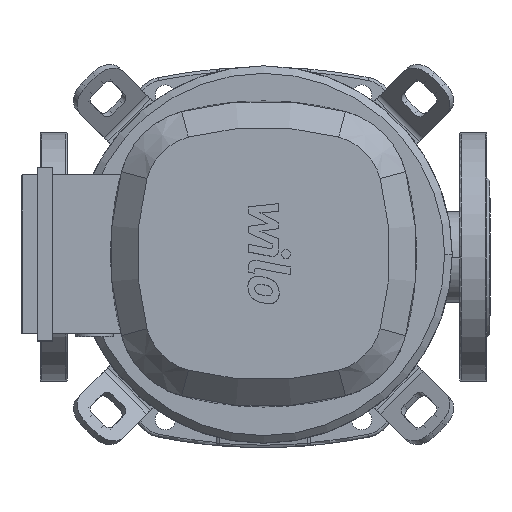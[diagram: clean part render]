
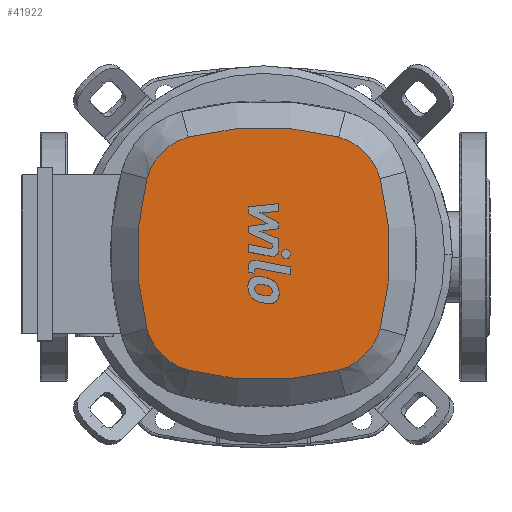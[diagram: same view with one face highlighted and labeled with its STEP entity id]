
A CAD part, top view. The second image highlights one B-rep face of the part: STEP entity #41922.
In plain terms, the highlighted planar face has unit normal (0, 0, 1).
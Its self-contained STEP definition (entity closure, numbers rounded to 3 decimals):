
#41557=CARTESIAN_POINT('',(-77.21,-49.783,1442.0));
#41558=VERTEX_POINT('',#41557);
#41576=CARTESIAN_POINT('',(-49.783,-77.21,1442.0));
#41577=VERTEX_POINT('',#41576);
#41584=CARTESIAN_POINT('',(-39.775,-39.775,1442.0));
#41585=DIRECTION('',(0.0,0.0,-1.0));
#41586=DIRECTION('',(0.0,-1.0,0.0));
#41587=AXIS2_PLACEMENT_3D('',#41584,#41585,#41586);
#41588=CIRCLE('',#41587,38.75);
#41589=EDGE_CURVE('',#41577,#41558,#41588,.T.);
#41599=CARTESIAN_POINT('',(-77.21,49.783,1442.0));
#41600=VERTEX_POINT('',#41599);
#41617=CARTESIAN_POINT('',(108.996,0.,1442.0));
#41618=DIRECTION('',(0.0,0.0,-1.0));
#41619=DIRECTION('',(-0.966,0.258,0.0));
#41620=AXIS2_PLACEMENT_3D('',#41617,#41618,#41619);
#41621=CIRCLE('',#41620,192.746);
#41622=EDGE_CURVE('',#41558,#41600,#41621,.T.);
#41634=CARTESIAN_POINT('',(49.783,-77.21,1442.0));
#41635=VERTEX_POINT('',#41634);
#41642=CARTESIAN_POINT('',(0.,108.996,1442.0));
#41643=DIRECTION('',(0.0,0.0,-1.0));
#41644=DIRECTION('',(-0.258,-0.966,0.0));
#41645=AXIS2_PLACEMENT_3D('',#41642,#41643,#41644);
#41646=CIRCLE('',#41645,192.746);
#41647=EDGE_CURVE('',#41635,#41577,#41646,.T.);
#41665=CARTESIAN_POINT('',(-49.783,77.21,1442.0));
#41666=VERTEX_POINT('',#41665);
#41683=CARTESIAN_POINT('',(-39.775,39.775,1442.0));
#41684=DIRECTION('',(0.0,0.0,-1.0));
#41685=DIRECTION('',(-1.0,0.0,0.0));
#41686=AXIS2_PLACEMENT_3D('',#41683,#41684,#41685);
#41687=CIRCLE('',#41686,38.75);
#41688=EDGE_CURVE('',#41600,#41666,#41687,.T.);
#41700=CARTESIAN_POINT('',(77.21,-49.783,1442.0));
#41701=VERTEX_POINT('',#41700);
#41708=CARTESIAN_POINT('',(39.775,-39.775,1442.0));
#41709=DIRECTION('',(0.0,0.0,-1.0));
#41710=DIRECTION('',(1.0,0.0,0.0));
#41711=AXIS2_PLACEMENT_3D('',#41708,#41709,#41710);
#41712=CIRCLE('',#41711,38.75);
#41713=EDGE_CURVE('',#41701,#41635,#41712,.T.);
#41731=CARTESIAN_POINT('',(49.783,77.21,1442.0));
#41732=VERTEX_POINT('',#41731);
#41749=CARTESIAN_POINT('',(0.,-108.996,1442.0));
#41750=DIRECTION('',(0.0,0.0,-1.0));
#41751=DIRECTION('',(0.258,0.966,0.0));
#41752=AXIS2_PLACEMENT_3D('',#41749,#41750,#41751);
#41753=CIRCLE('',#41752,192.746);
#41754=EDGE_CURVE('',#41666,#41732,#41753,.T.);
#41766=CARTESIAN_POINT('',(77.21,49.783,1442.0));
#41767=VERTEX_POINT('',#41766);
#41774=CARTESIAN_POINT('',(-108.996,0.,1442.0));
#41775=DIRECTION('',(0.0,0.0,-1.0));
#41776=DIRECTION('',(0.966,-0.258,0.0));
#41777=AXIS2_PLACEMENT_3D('',#41774,#41775,#41776);
#41778=CIRCLE('',#41777,192.746);
#41779=EDGE_CURVE('',#41767,#41701,#41778,.T.);
#41798=CARTESIAN_POINT('',(39.775,39.775,1442.0));
#41799=DIRECTION('',(0.0,0.0,-1.0));
#41800=DIRECTION('',(0.0,1.0,0.0));
#41801=AXIS2_PLACEMENT_3D('',#41798,#41799,#41800);
#41802=CIRCLE('',#41801,38.75);
#41803=EDGE_CURVE('',#41732,#41767,#41802,.T.);
#41907=CARTESIAN_POINT('',(87.47,0.,1442.0));
#41908=DIRECTION('',(0.0,0.0,1.0));
#41909=DIRECTION('',(-1.0,0.0,0.0));
#41910=AXIS2_PLACEMENT_3D('',#41907,#41908,#41909);
#41911=PLANE('',#41910);
#41912=ORIENTED_EDGE('',*,*,#41589,.F.);
#41913=ORIENTED_EDGE('',*,*,#41647,.F.);
#41914=ORIENTED_EDGE('',*,*,#41713,.F.);
#41915=ORIENTED_EDGE('',*,*,#41779,.F.);
#41916=ORIENTED_EDGE('',*,*,#41803,.F.);
#41917=ORIENTED_EDGE('',*,*,#41754,.F.);
#41918=ORIENTED_EDGE('',*,*,#41688,.F.);
#41919=ORIENTED_EDGE('',*,*,#41622,.F.);
#41920=EDGE_LOOP('',(#41912,#41913,#41914,#41915,#41916,#41917,#41918,#41919));
#41921=FACE_OUTER_BOUND('',#41920,.T.);
#41922=ADVANCED_FACE('',(#41921),#41911,.T.);
